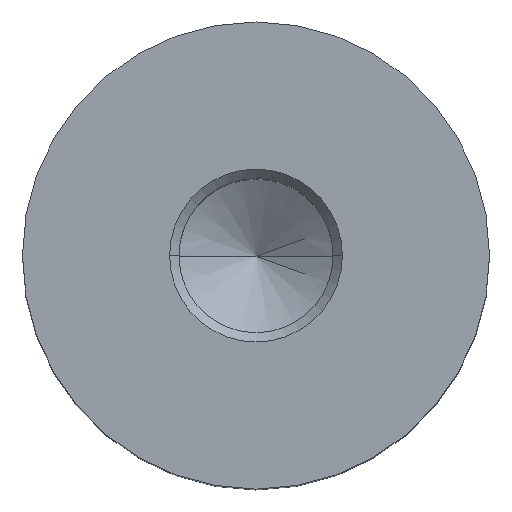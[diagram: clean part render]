
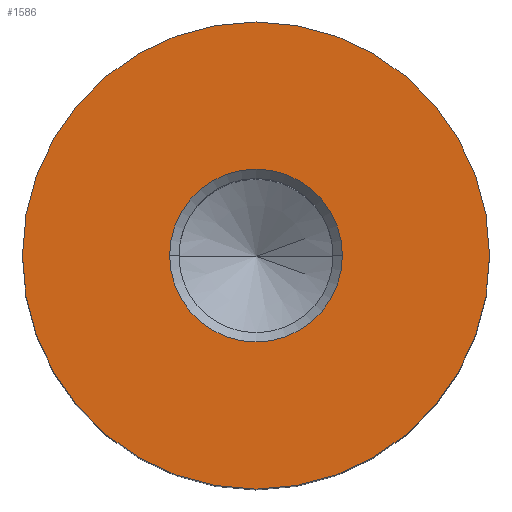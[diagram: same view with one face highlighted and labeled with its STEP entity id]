
A CAD part, top view. The second image highlights one B-rep face of the part: STEP entity #1586.
In plain terms, the highlighted planar face has unit normal (0, 0, 1).
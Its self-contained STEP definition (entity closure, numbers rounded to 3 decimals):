
#23 = DIRECTION ( 'NONE',  ( 1., 0., 0. ) ) ;
#24 = DIRECTION ( 'NONE',  ( 0., 0., -1. ) ) ;
#25 = CARTESIAN_POINT ( 'NONE',  ( 0., 0., 11. ) ) ;
#42 = DIRECTION ( 'NONE',  ( 1., 0., 0. ) ) ;
#43 = DIRECTION ( 'NONE',  ( 0., 0., 1. ) ) ;
#44 = CARTESIAN_POINT ( 'NONE',  ( 0., 0., 11. ) ) ;
#366 = DIRECTION ( 'NONE',  ( 0., 0., 1. ) ) ;
#377 = CARTESIAN_POINT ( 'NONE',  ( 0., 0., 11. ) ) ;
#404 = DIRECTION ( 'NONE',  ( 1., 0., 0. ) ) ;
#421 = DIRECTION ( 'NONE',  ( 0., 0., -1. ) ) ;
#426 = DIRECTION ( 'NONE',  ( 1., 0., 0. ) ) ;
#427 = DIRECTION ( 'NONE',  ( 0., 0., 1. ) ) ;
#429 = PLANE ( 'NONE',  #1394 ) ;
#430 = FACE_OUTER_BOUND ( 'NONE', #2111, .T. ) ;
#431 = FACE_BOUND ( 'NONE', #2054, .T. ) ;
#443 = CARTESIAN_POINT ( 'NONE',  ( 0., 0., 11. ) ) ;
#444 = CARTESIAN_POINT ( 'NONE',  ( 0., 0., 11. ) ) ;
#472 = DIRECTION ( 'NONE',  ( 1., 0., 0. ) ) ;
#848 = CARTESIAN_POINT ( 'NONE',  ( -5., 0., 11. ) ) ;
#851 = CARTESIAN_POINT ( 'NONE',  ( 1.85, 0., 11. ) ) ;
#868 = CARTESIAN_POINT ( 'NONE',  ( 5., 0., 11. ) ) ;
#1120 = CARTESIAN_POINT ( 'NONE',  ( -1.85, 0., 11. ) ) ;
#1373 = CIRCLE ( 'NONE', #1378, 5. ) ;
#1374 = CIRCLE ( 'NONE', #1376, 1.85 ) ;
#1376 = AXIS2_PLACEMENT_3D ( 'NONE', #444, #421, #404 ) ;
#1378 = AXIS2_PLACEMENT_3D ( 'NONE', #377, #366, #472 ) ;
#1394 = AXIS2_PLACEMENT_3D ( 'NONE', #443, #427, #426 ) ;
#1506 = CIRCLE ( 'NONE', #1509, 5. ) ;
#1509 = AXIS2_PLACEMENT_3D ( 'NONE', #44, #43, #42 ) ;
#1515 = CIRCLE ( 'NONE', #1517, 1.85 ) ;
#1517 = AXIS2_PLACEMENT_3D ( 'NONE', #25, #24, #23 ) ;
#1573 = EDGE_CURVE ( 'NONE', #1651, #1825, #1374, .T. ) ;
#1574 = EDGE_CURVE ( 'NONE', #1840, #2164, #1373, .T. ) ;
#1586 = ADVANCED_FACE ( 'NONE', ( #431, #430 ), #429, .T. ) ;
#1651 = VERTEX_POINT ( 'NONE', #1120 ) ;
#1781 = EDGE_CURVE ( 'NONE', #2164, #1840, #1506, .T. ) ;
#1786 = EDGE_CURVE ( 'NONE', #1825, #1651, #1515, .T. ) ;
#1825 = VERTEX_POINT ( 'NONE', #851 ) ;
#1840 = VERTEX_POINT ( 'NONE', #848 ) ;
#1906 = ORIENTED_EDGE ( 'NONE', *, *, #1781, .T. ) ;
#1929 = ORIENTED_EDGE ( 'NONE', *, *, #1574, .T. ) ;
#1930 = ORIENTED_EDGE ( 'NONE', *, *, #1573, .T. ) ;
#1931 = ORIENTED_EDGE ( 'NONE', *, *, #1786, .T. ) ;
#2054 = EDGE_LOOP ( 'NONE', ( #1931, #1930 ) ) ;
#2111 = EDGE_LOOP ( 'NONE', ( #1929, #1906 ) ) ;
#2164 = VERTEX_POINT ( 'NONE', #868 ) ;
